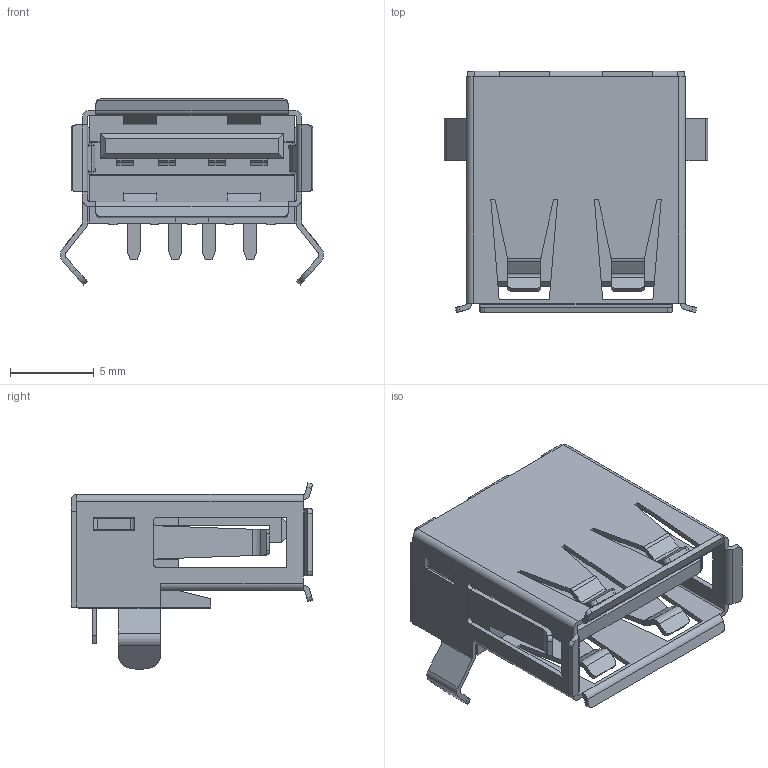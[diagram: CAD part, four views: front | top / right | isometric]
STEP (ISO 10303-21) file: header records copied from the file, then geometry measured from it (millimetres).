
FILE_DESCRIPTION(/* description */ (''),/* implementation_level */ '2;1');
FILE_NAME(/* name */ 'femaleThruHoleUSB.stp',/* time_stamp */ '2017-12-29T16:45:43+11:00',/* author */ ('Domink'),/* organization */ (''),/* preprocessor_version */ 'ST-DEVELOPER v16.5',/* originating_system */ 'Autodesk Inventor 2017',/* authorisation */ '');
FILE_SCHEMA (('AUTOMOTIVE_DESIGN { 1 0 10303 214 3 1 1 }'));
Length unit declared in the file: millimetre
Products named in the file (1): femaleUSB
Bounding box: 15.78 x 14.44 x 11.13 mm (x, y, z)
Volume: 727.4 mm3; surface area: 1740.5 mm2
Topology: 1 solids, 1 shells, 375 faces, 1085 edges, 696 vertices
Faces by surface type: plane 243, cylinder 116, torus 12, bspline 4
Entity records: 12554 total; most frequent: CARTESIAN_POINT 2355, ORIENTED_EDGE 2162, DIRECTION 2067, EDGE_CURVE 1081, LINE 803, VECTOR 803, VERTEX_POINT 696, AXIS2_PLACEMENT_3D 632
